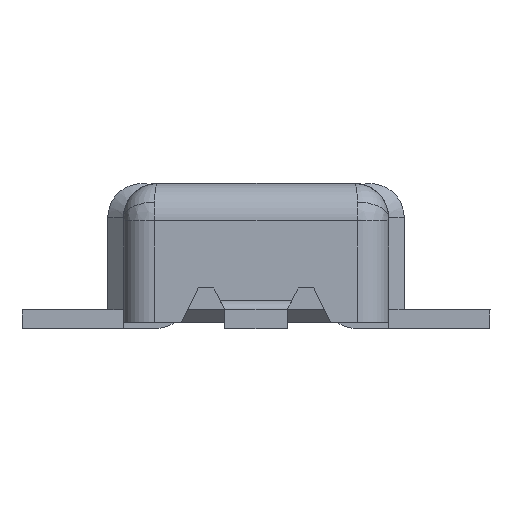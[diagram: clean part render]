
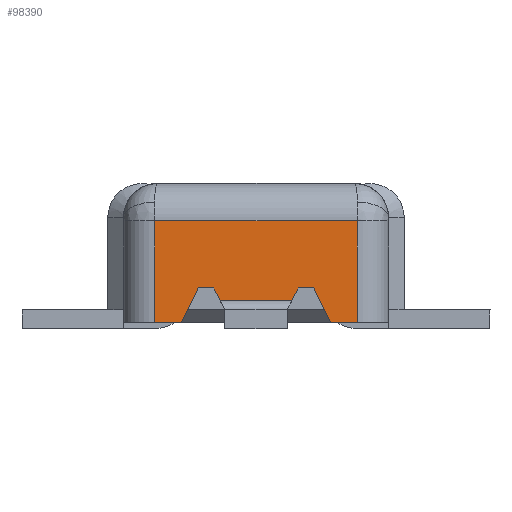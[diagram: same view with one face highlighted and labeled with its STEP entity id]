
A CAD part, left-side view. The second image highlights one B-rep face of the part: STEP entity #98390.
In plain terms, the highlighted face is planar.
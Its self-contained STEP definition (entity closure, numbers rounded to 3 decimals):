
#96180=CARTESIAN_POINT('',(-156.637,0.,2.489));
#96190=DIRECTION('',(-0.447,0.894,-0.));
#96200=VECTOR('',#96190,1.);
#96210=LINE('',#96180,#96200);
#96220=CARTESIAN_POINT('',(-156.325,-0.625,
2.489));
#96230=VERTEX_POINT('',#96220);
#96240=CARTESIAN_POINT('',(-156.345,-0.585,
2.489));
#96250=VERTEX_POINT('',#96240);
#96260=EDGE_CURVE('',#96230,#96250,#96210,.T.);
#96730=CARTESIAN_POINT('',(-156.395,-0.585,
2.489));
#96740=VERTEX_POINT('',#96730);
#96860=CARTESIAN_POINT('',(0.,-0.585,2.489));
#96870=DIRECTION('',(1.,0.,0.));
#96880=VECTOR('',#96870,1.);
#96890=LINE('',#96860,#96880);
#96900=EDGE_CURVE('',#96740,#96250,#96890,.T.);
#97340=CARTESIAN_POINT('',(-156.103,0.,2.489));
#97350=DIRECTION('',(0.447,0.894,0.));
#97360=VECTOR('',#97350,1.);
#97370=LINE('',#97340,#97360);
#97380=CARTESIAN_POINT('',(-156.45,-0.695,
2.489));
#97390=VERTEX_POINT('',#97380);
#97400=EDGE_CURVE('',#97390,#96740,#97370,.T.);
#97590=CARTESIAN_POINT('',(-155.868,-0.703,
2.489));
#97600=DIRECTION('',(0.,0.,-1.));
#97610=DIRECTION('',(-1.,0.,-0.));
#97620=AXIS2_PLACEMENT_3D('',#97590,#97600,#97610);
#97630=PLANE('',#97620);
#97640=ORIENTED_EDGE('',*,*,#96900,.F.);
#97650=ORIENTED_EDGE('',*,*,#96260,.T.);
#97660=CARTESIAN_POINT('',(-156.095,-0.625,
2.489));
#97670=DIRECTION('',(-1.,0.,0.));
#97680=VECTOR('',#97670,1.);
#97690=LINE('',#97660,#97680);
#97700=CARTESIAN_POINT('',(-156.095,-0.625,
2.489));
#97710=VERTEX_POINT('',#97700);
#97720=EDGE_CURVE('',#97710,#96230,#97690,.T.);
#97730=ORIENTED_EDGE('',*,*,#97720,.T.);
#97740=CARTESIAN_POINT('',(-155.783,0.,2.489));
#97750=DIRECTION('',(0.447,0.894,-0.));
#97760=VECTOR('',#97750,1.);
#97770=LINE('',#97740,#97760);
#97780=CARTESIAN_POINT('',(-156.075,-0.585,
2.489));
#97790=VERTEX_POINT('',#97780);
#97800=EDGE_CURVE('',#97710,#97790,#97770,.T.);
#97810=ORIENTED_EDGE('',*,*,#97800,.F.);
#97820=CARTESIAN_POINT('',(0.,-0.585,2.489));
#97830=DIRECTION('',(-1.,-0.,0.));
#97840=VECTOR('',#97830,1.);
#97850=LINE('',#97820,#97840);
#97860=CARTESIAN_POINT('',(-156.025,-0.585,
2.489));
#97870=VERTEX_POINT('',#97860);
#97880=EDGE_CURVE('',#97870,#97790,#97850,.T.);
#97890=ORIENTED_EDGE('',*,*,#97880,.T.);
#97900=CARTESIAN_POINT('',(-156.318,0.,2.489));
#97910=DIRECTION('',(-0.447,0.894,0.));
#97920=VECTOR('',#97910,1.);
#97930=LINE('',#97900,#97920);
#97940=CARTESIAN_POINT('',(-155.97,-0.695,
2.489));
#97950=VERTEX_POINT('',#97940);
#97960=EDGE_CURVE('',#97950,#97870,#97930,.T.);
#97970=ORIENTED_EDGE('',*,*,#97960,.T.);
#97980=CARTESIAN_POINT('',(0.,-0.695,2.489));
#97990=DIRECTION('',(-1.,-0.,0.));
#98000=VECTOR('',#97990,1.);
#98010=LINE('',#97980,#98000);
#98020=CARTESIAN_POINT('',(-155.885,-0.695,
2.489));
#98030=VERTEX_POINT('',#98020);
#98040=EDGE_CURVE('',#98030,#97950,#98010,.T.);
#98050=ORIENTED_EDGE('',*,*,#98040,.T.);
#98060=CARTESIAN_POINT('',(-155.885,-0.37,
2.489));
#98070=DIRECTION('',(0.,-1.,0.));
#98080=VECTOR('',#98070,1.);
#98090=LINE('',#98060,#98080);
#98100=CARTESIAN_POINT('',(-155.885,-0.37,
2.489));
#98110=VERTEX_POINT('',#98100);
#98120=EDGE_CURVE('',#98110,#98030,#98090,.T.);
#98130=ORIENTED_EDGE('',*,*,#98120,.T.);
#98140=CARTESIAN_POINT('',(-156.535,-0.37,
2.489));
#98150=DIRECTION('',(1.,0.,0.));
#98160=VECTOR('',#98150,1.);
#98170=LINE('',#98140,#98160);
#98180=CARTESIAN_POINT('',(-156.535,-0.37,
2.489));
#98190=VERTEX_POINT('',#98180);
#98200=EDGE_CURVE('',#98190,#98110,#98170,.T.);
#98210=ORIENTED_EDGE('',*,*,#98200,.T.);
#98220=CARTESIAN_POINT('',(-156.535,-0.655,
2.489));
#98230=DIRECTION('',(0.,-1.,0.));
#98240=VECTOR('',#98230,1.);
#98250=LINE('',#98220,#98240);
#98260=CARTESIAN_POINT('',(-156.535,-0.695,
2.489));
#98270=VERTEX_POINT('',#98260);
#98280=EDGE_CURVE('',#98190,#98270,#98250,.T.);
#98290=ORIENTED_EDGE('',*,*,#98280,.F.);
#98300=CARTESIAN_POINT('',(0.,-0.695,2.489));
#98310=DIRECTION('',(1.,0.,-0.));
#98320=VECTOR('',#98310,1.);
#98330=LINE('',#98300,#98320);
#98340=EDGE_CURVE('',#98270,#97390,#98330,.T.);
#98350=ORIENTED_EDGE('',*,*,#98340,.F.);
#98360=ORIENTED_EDGE('',*,*,#97400,.F.);
#98370=EDGE_LOOP('',(#98360,#98350,#98290,#98210,#98130,#98050,#97970,
#97890,#97810,#97730,#97650,#97640));
#98380=FACE_OUTER_BOUND('',#98370,.T.);
#98390=ADVANCED_FACE('',(#98380),#97630,.T.);
